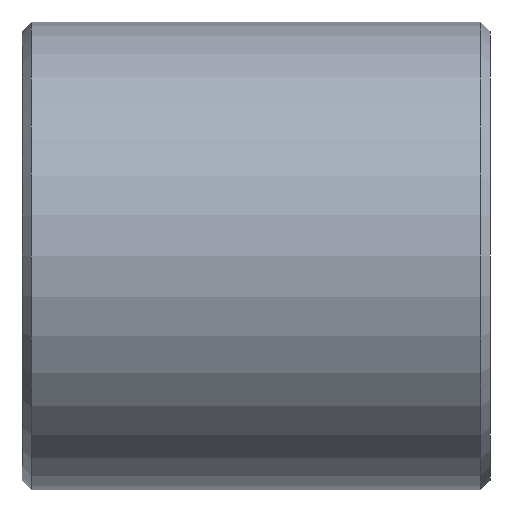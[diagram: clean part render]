
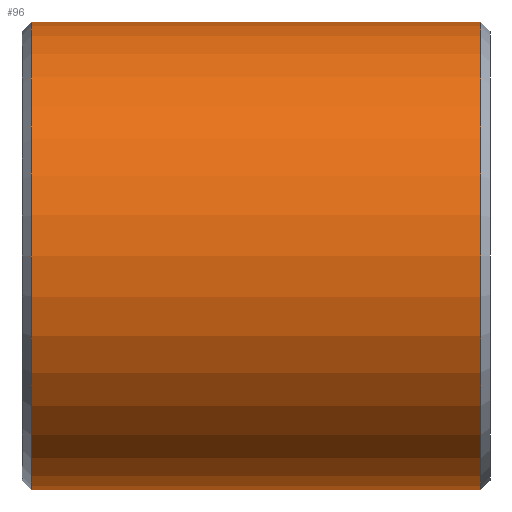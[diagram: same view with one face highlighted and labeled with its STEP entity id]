
A CAD part, left-side view. The second image highlights one B-rep face of the part: STEP entity #96.
In plain terms, the highlighted cylindrical face has radius 3.171 mm (diameter 6.342 mm), a partial arc.
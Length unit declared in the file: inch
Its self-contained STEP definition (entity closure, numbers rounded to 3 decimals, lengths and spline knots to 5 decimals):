
#2 = ORIENTED_EDGE ( 'NONE', *, *, #228, .T. ) ;
#3 = VECTOR ( 'NONE', #151, 39.37008 ) ;
#11 = DIRECTION ( 'NONE',  ( 0., 1., 0. ) ) ;
#17 = VECTOR ( 'NONE', #294, 39.37008 ) ;
#40 = CARTESIAN_POINT ( 'NONE',  ( 0., 0.25, -0.12485 ) ) ;
#41 = ORIENTED_EDGE ( 'NONE', *, *, #269, .T. ) ;
#58 = VERTEX_POINT ( 'NONE', #288 ) ;
#64 = DIRECTION ( 'NONE',  ( 0., 0., 1. ) ) ;
#69 = DIRECTION ( 'NONE',  ( 0., 0., -1. ) ) ;
#86 = EDGE_LOOP ( 'NONE', ( #345, #142, #2, #41 ) ) ;
#88 = EDGE_CURVE ( 'NONE', #58, #290, #147, .T. ) ;
#94 = CARTESIAN_POINT ( 'NONE',  ( 0., 0.25, 0.12485 ) ) ;
#96 = ADVANCED_FACE ( 'NONE', ( #109 ), #337, .T. ) ;
#105 = DIRECTION ( 'NONE',  ( 0., -1., 0. ) ) ;
#109 = FACE_OUTER_BOUND ( 'NONE', #86, .T. ) ;
#134 = CARTESIAN_POINT ( 'NONE',  ( 0., 0.005, -0.12485 ) ) ;
#142 = ORIENTED_EDGE ( 'NONE', *, *, #200, .T. ) ;
#147 = LINE ( 'NONE', #94, #17 ) ;
#148 = LINE ( 'NONE', #40, #3 ) ;
#149 = VERTEX_POINT ( 'NONE', #185 ) ;
#151 = DIRECTION ( 'NONE',  ( 0., -1., 0. ) ) ;
#160 = CARTESIAN_POINT ( 'NONE',  ( 0., 0.005, 0. ) ) ;
#165 = VERTEX_POINT ( 'NONE', #134 ) ;
#185 = CARTESIAN_POINT ( 'NONE',  ( 0., 0.245, -0.12485 ) ) ;
#188 = AXIS2_PLACEMENT_3D ( 'NONE', #347, #306, #69 ) ;
#192 = AXIS2_PLACEMENT_3D ( 'NONE', #243, #105, #314 ) ;
#200 = EDGE_CURVE ( 'NONE', #58, #149, #307, .T. ) ;
#228 = EDGE_CURVE ( 'NONE', #149, #165, #148, .T. ) ;
#233 = CIRCLE ( 'NONE', #263, 0.12485 ) ;
#243 = CARTESIAN_POINT ( 'NONE',  ( 0., 0.245, 0. ) ) ;
#263 = AXIS2_PLACEMENT_3D ( 'NONE', #160, #11, #64 ) ;
#266 = CARTESIAN_POINT ( 'NONE',  ( 0., 0.005, 0.12485 ) ) ;
#269 = EDGE_CURVE ( 'NONE', #165, #290, #233, .T. ) ;
#288 = CARTESIAN_POINT ( 'NONE',  ( 0., 0.245, 0.12485 ) ) ;
#290 = VERTEX_POINT ( 'NONE', #266 ) ;
#294 = DIRECTION ( 'NONE',  ( 0., -1., 0. ) ) ;
#306 = DIRECTION ( 'NONE',  ( 0., -1., 0. ) ) ;
#307 = CIRCLE ( 'NONE', #192, 0.12485 ) ;
#314 = DIRECTION ( 'NONE',  ( 0., 0., 1. ) ) ;
#337 = CYLINDRICAL_SURFACE ( 'NONE', #188, 0.12485 ) ;
#345 = ORIENTED_EDGE ( 'NONE', *, *, #88, .F. ) ;
#347 = CARTESIAN_POINT ( 'NONE',  ( 0., 0.25, 0. ) ) ;
